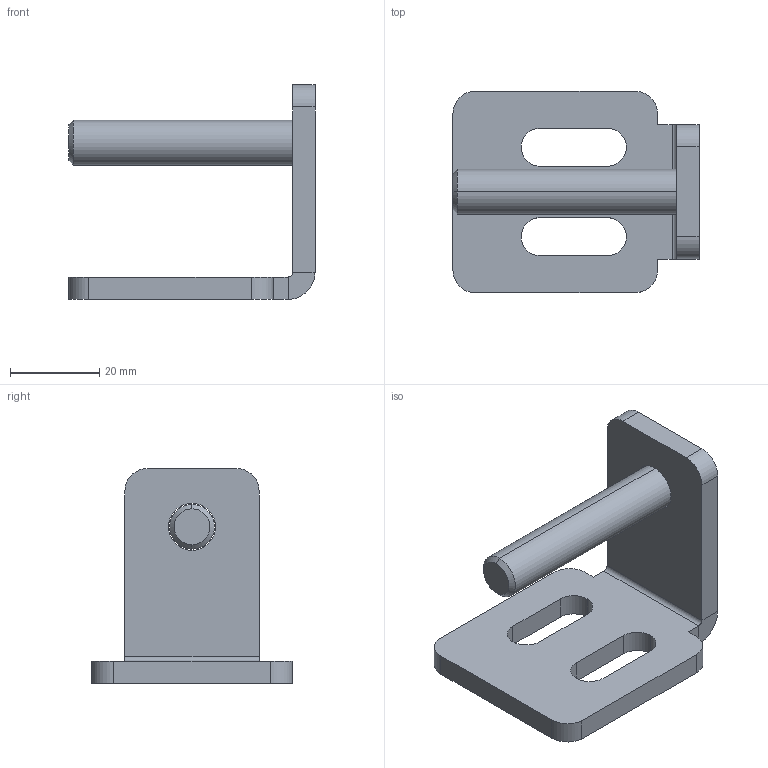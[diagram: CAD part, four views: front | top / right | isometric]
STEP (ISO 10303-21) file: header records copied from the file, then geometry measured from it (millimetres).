
FILE_DESCRIPTION (( 'STEP AP214' ), '1' );
FILE_NAME ('SRF_B_001_R..STEP', '2024-10-09T11:20:12', ( '' ), ( '' ), 'SwSTEP 2.0', 'SolidWorks 2021', '' );
FILE_SCHEMA (( 'AUTOMOTIVE_DESIGN' ));
Length unit declared in the file: millimetre
Products named in the file (1): SRF_B_001_R.
Bounding box: 55 x 45 x 48 mm (x, y, z)
Volume: 19760.2 mm3; surface area: 10116.4 mm2
Topology: 2 solids, 2 shells, 44 faces, 108 edges, 68 vertices
Faces by surface type: plane 22, cylinder 18, cone 4
Entity records: 1351 total; most frequent: DIRECTION 238, CARTESIAN_POINT 221, ORIENTED_EDGE 216, EDGE_CURVE 108, AXIS2_PLACEMENT_3D 85, VECTOR 68, VERTEX_POINT 68, LINE 68
